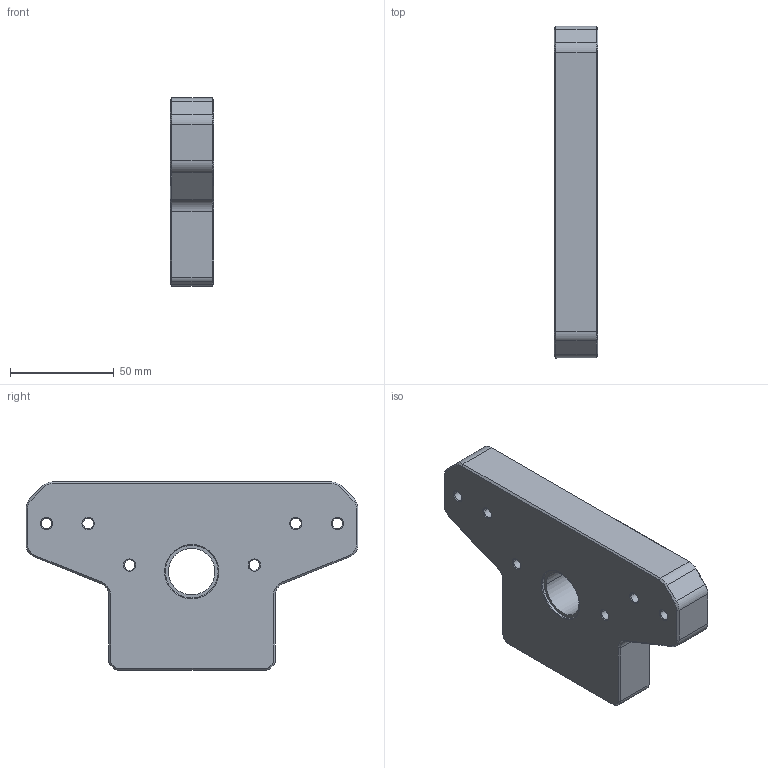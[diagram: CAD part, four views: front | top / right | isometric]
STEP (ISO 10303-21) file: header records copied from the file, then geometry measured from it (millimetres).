
FILE_DESCRIPTION (( 'STEP AP214' ), '1' );
FILE_NAME ('X Axis Bearing Mount.STEP', '2024-11-29T22:00:35', ( '' ), ( '' ), 'SwSTEP 2.0', 'SolidWorks 2024', '' );
FILE_SCHEMA (( 'AUTOMOTIVE_DESIGN' ));
Length unit declared in the file: inch
Products named in the file (1): X Axis Bearing Mount
Bounding box: 21 x 159.76 x 90.55 mm (x, y, z)
Volume: 203101 mm3; surface area: 34078.7 mm2
Topology: 1 solids, 1 shells, 146 faces, 328 edges, 192 vertices
Faces by surface type: cone 52, cylinder 48, plane 46
Entity records: 4141 total; most frequent: DIRECTION 758, CARTESIAN_POINT 751, ORIENTED_EDGE 656, EDGE_CURVE 328, AXIS2_PLACEMENT_3D 289, VERTEX_POINT 192, LINE 180, VECTOR 180
